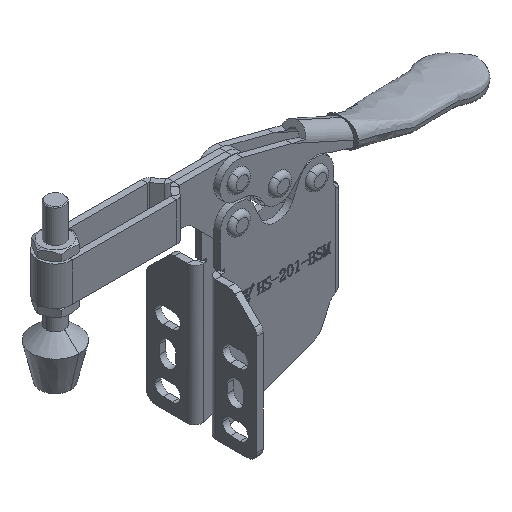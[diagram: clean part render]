
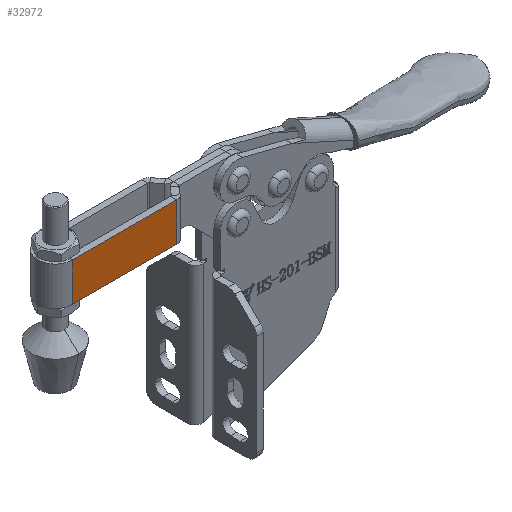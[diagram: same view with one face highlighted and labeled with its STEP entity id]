
A CAD part, isometric view. The second image highlights one B-rep face of the part: STEP entity #32972.
In plain terms, the highlighted planar face has unit normal (0, -1, 0).
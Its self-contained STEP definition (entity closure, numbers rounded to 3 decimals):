
#1185 = ORIENTED_EDGE ( 'NONE', *, *, #18197, .T. ) ;
#1187 = ORIENTED_EDGE ( 'NONE', *, *, #5237, .F. ) ;
#1189 = ORIENTED_EDGE ( 'NONE', *, *, #5235, .F. ) ;
#1192 = ORIENTED_EDGE ( 'NONE', *, *, #5087, .F. ) ;
#1508 = VERTEX_POINT ( 'NONE', #19872 ) ;
#1516 = VERTEX_POINT ( 'NONE', #19816 ) ;
#4115 = VERTEX_POINT ( 'NONE', #13009 ) ;
#4137 = VERTEX_POINT ( 'NONE', #13031 ) ;
#4428 = CARTESIAN_POINT ( 'NONE',  ( 0., -5.7, 24. ) ) ;
#4430 = DIRECTION ( 'NONE',  ( 0., 0., -1. ) ) ;
#5087 = EDGE_CURVE ( 'NONE', #1516, #4115, #11136, .T. ) ;
#5235 = EDGE_CURVE ( 'NONE', #1508, #1516, #11836, .T. ) ;
#5237 = EDGE_CURVE ( 'NONE', #4137, #1508, #11845, .T. ) ;
#5798 = CARTESIAN_POINT ( 'NONE',  ( 0., -5.7, 11.5 ) ) ;
#5808 = DIRECTION ( 'NONE',  ( -1., 0., 0. ) ) ;
#11136 = LINE ( 'NONE', #5798, #11162 ) ;
#11162 = VECTOR ( 'NONE', #5808, 1000. ) ;
#11836 = LINE ( 'NONE', #13817, #11848 ) ;
#11845 = LINE ( 'NONE', #13828, #11862 ) ;
#11848 = VECTOR ( 'NONE', #13830, 1000. ) ;
#11862 = VECTOR ( 'NONE', #13834, 1000. ) ;
#13009 = CARTESIAN_POINT ( 'NONE',  ( 0., -5.7, 11.5 ) ) ;
#13031 = CARTESIAN_POINT ( 'NONE',  ( 0., -5.7, 24. ) ) ;
#13817 = CARTESIAN_POINT ( 'NONE',  ( 33.834, -5.7, 24. ) ) ;
#13828 = CARTESIAN_POINT ( 'NONE',  ( 0., -5.7, 24. ) ) ;
#13830 = DIRECTION ( 'NONE',  ( 0., 0., -1. ) ) ;
#13834 = DIRECTION ( 'NONE',  ( 1., 0., 0. ) ) ;
#17170 = FACE_OUTER_BOUND ( 'NONE', #21164, .T. ) ;
#18197 = EDGE_CURVE ( 'NONE', #4137, #4115, #19091, .T. ) ;
#19091 = LINE ( 'NONE', #4428, #19097 ) ;
#19097 = VECTOR ( 'NONE', #4430, 1000. ) ;
#19816 = CARTESIAN_POINT ( 'NONE',  ( 33.834, -5.7, 11.5 ) ) ;
#19872 = CARTESIAN_POINT ( 'NONE',  ( 33.834, -5.7, 24. ) ) ;
#21164 = EDGE_LOOP ( 'NONE', ( #1192, #1189, #1187, #1185 ) ) ;
#22776 = AXIS2_PLACEMENT_3D ( 'NONE', #29064, #29072, #29073 ) ;
#29064 = CARTESIAN_POINT ( 'NONE',  ( 0., -5.7, 24. ) ) ;
#29069 = PLANE ( 'NONE',  #22776 ) ;
#29072 = DIRECTION ( 'NONE',  ( 0., 1., 0. ) ) ;
#29073 = DIRECTION ( 'NONE',  ( 0., 0., 1. ) ) ;
#32972 = ADVANCED_FACE ( 'NONE', ( #17170 ), #29069, .F. ) ;
